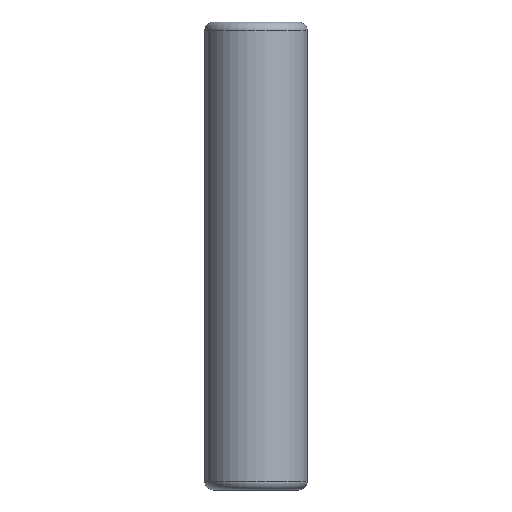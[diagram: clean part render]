
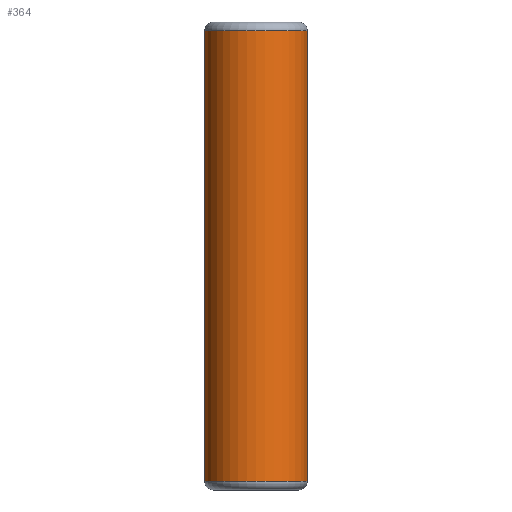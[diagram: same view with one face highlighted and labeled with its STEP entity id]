
A CAD part, front view. The second image highlights one B-rep face of the part: STEP entity #364.
In plain terms, the highlighted cylindrical face has radius 11 mm (diameter 22 mm), a partial arc.
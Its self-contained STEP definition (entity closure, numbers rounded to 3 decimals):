
#8 = CARTESIAN_POINT ( 'NONE',  ( 0., 0., 100. ) ) ;
#9 = DIRECTION ( 'NONE',  ( 0., 0., -1. ) ) ;
#13 = DIRECTION ( 'NONE',  ( -1., 0., 0. ) ) ;
#61 = EDGE_CURVE ( 'NONE', #215, #225, #452, .T. ) ;
#62 = EDGE_CURVE ( 'NONE', #220, #215, #455, .T. ) ;
#66 = EDGE_CURVE ( 'NONE', #225, #226, #125, .T. ) ;
#75 = AXIS2_PLACEMENT_3D ( 'NONE', #267, #269, #270 ) ;
#81 = AXIS2_PLACEMENT_3D ( 'NONE', #273, #280, #281 ) ;
#103 = AXIS2_PLACEMENT_3D ( 'NONE', #8, #9, #13 ) ;
#122 = VECTOR ( 'NONE', #284, 1000. ) ;
#125 = CIRCLE ( 'NONE', #81, 11. ) ;
#157 = FACE_OUTER_BOUND ( 'NONE', #375, .T. ) ;
#160 = CYLINDRICAL_SURFACE ( 'NONE', #103, 11. ) ;
#198 = EDGE_CURVE ( 'NONE', #220, #226, #456, .T. ) ;
#215 = VERTEX_POINT ( 'NONE', #299 ) ;
#220 = VERTEX_POINT ( 'NONE', #311 ) ;
#225 = VERTEX_POINT ( 'NONE', #315 ) ;
#226 = VERTEX_POINT ( 'NONE', #316 ) ;
#241 = CARTESIAN_POINT ( 'NONE',  ( -11., 0., 100. ) ) ;
#266 = DIRECTION ( 'NONE',  ( 0., 0., -1. ) ) ;
#267 = CARTESIAN_POINT ( 'NONE',  ( 0., 0., 98.1 ) ) ;
#269 = DIRECTION ( 'NONE',  ( 0., 0., -1. ) ) ;
#270 = DIRECTION ( 'NONE',  ( 1., 0., 0. ) ) ;
#273 = CARTESIAN_POINT ( 'NONE',  ( 0., 0., 1.9 ) ) ;
#280 = DIRECTION ( 'NONE',  ( 0., 0., 1. ) ) ;
#281 = DIRECTION ( 'NONE',  ( 1., 0., 0. ) ) ;
#283 = CARTESIAN_POINT ( 'NONE',  ( 11., 0., 100. ) ) ;
#284 = DIRECTION ( 'NONE',  ( 0., 0., -1. ) ) ;
#299 = CARTESIAN_POINT ( 'NONE',  ( -11., 0., 98.1 ) ) ;
#311 = CARTESIAN_POINT ( 'NONE',  ( 11., 0., 98.1 ) ) ;
#315 = CARTESIAN_POINT ( 'NONE',  ( -11., 0., 1.9 ) ) ;
#316 = CARTESIAN_POINT ( 'NONE',  ( 11., 0., 1.9 ) ) ;
#364 = ADVANCED_FACE ( 'NONE', ( #157 ), #160, .T. ) ;
#375 = EDGE_LOOP ( 'NONE', ( #413, #414, #415, #416 ) ) ;
#413 = ORIENTED_EDGE ( 'NONE', *, *, #198, .F. ) ;
#414 = ORIENTED_EDGE ( 'NONE', *, *, #62, .T. ) ;
#415 = ORIENTED_EDGE ( 'NONE', *, *, #61, .T. ) ;
#416 = ORIENTED_EDGE ( 'NONE', *, *, #66, .T. ) ;
#441 = VECTOR ( 'NONE', #266, 1000. ) ;
#452 = LINE ( 'NONE', #241, #441 ) ;
#455 = CIRCLE ( 'NONE', #75, 11. ) ;
#456 = LINE ( 'NONE', #283, #122 ) ;
